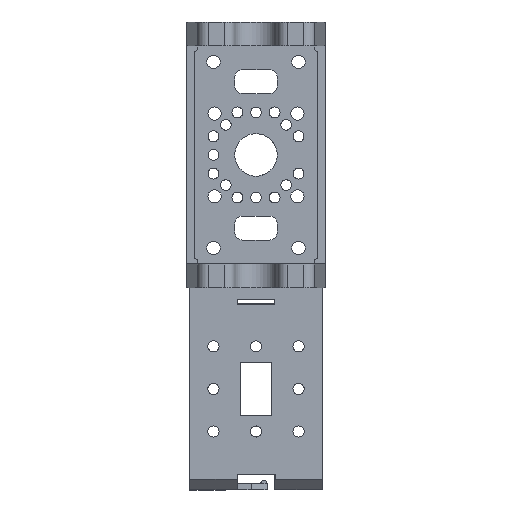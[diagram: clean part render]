
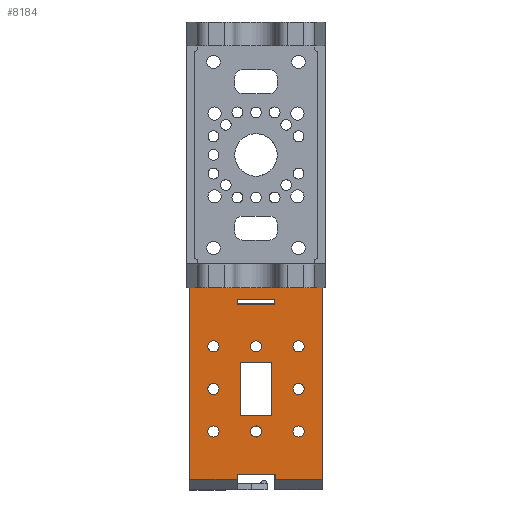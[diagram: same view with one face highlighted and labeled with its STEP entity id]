
A CAD part, front view. The second image highlights one B-rep face of the part: STEP entity #8184.
In plain terms, the highlighted planar face has unit normal (0, -1, 0).
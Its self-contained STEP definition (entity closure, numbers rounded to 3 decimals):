
#152=FACE_BOUND('',#2846,.T.);
#153=FACE_BOUND('',#2847,.T.);
#154=FACE_BOUND('',#2848,.T.);
#155=FACE_BOUND('',#2849,.T.);
#156=FACE_BOUND('',#2850,.T.);
#157=FACE_BOUND('',#2851,.T.);
#158=FACE_BOUND('',#2852,.T.);
#159=FACE_BOUND('',#2853,.T.);
#160=FACE_BOUND('',#2854,.T.);
#161=FACE_BOUND('',#2855,.T.);
#455=LINE('',#12493,#1366);
#459=LINE('',#12502,#1370);
#463=LINE('',#12511,#1374);
#466=LINE('',#12517,#1377);
#469=LINE('',#12523,#1380);
#473=LINE('',#12532,#1384);
#475=LINE('',#12537,#1386);
#476=LINE('',#12539,#1387);
#477=LINE('',#12541,#1388);
#478=LINE('',#12542,#1389);
#479=LINE('',#12544,#1390);
#480=LINE('',#12546,#1391);
#481=LINE('',#12549,#1392);
#482=LINE('',#12551,#1393);
#483=LINE('',#12555,#1394);
#484=LINE('',#12557,#1395);
#485=LINE('',#12559,#1396);
#486=LINE('',#12560,#1397);
#487=LINE('',#12577,#1398);
#488=LINE('',#12578,#1399);
#1366=VECTOR('',#10260,10.);
#1370=VECTOR('',#10266,10.);
#1374=VECTOR('',#10272,10.);
#1377=VECTOR('',#10277,10.);
#1380=VECTOR('',#10282,10.);
#1384=VECTOR('',#10288,10.);
#1386=VECTOR('',#10292,10.);
#1387=VECTOR('',#10293,10.);
#1388=VECTOR('',#10294,10.);
#1389=VECTOR('',#10295,10.);
#1390=VECTOR('',#10296,10.);
#1391=VECTOR('',#10297,10.);
#1392=VECTOR('',#10300,10.);
#1393=VECTOR('',#10301,10.);
#1394=VECTOR('',#10304,10.);
#1395=VECTOR('',#10305,10.);
#1396=VECTOR('',#10306,10.);
#1397=VECTOR('',#10307,10.);
#1398=VECTOR('',#10324,10.);
#1399=VECTOR('',#10325,10.);
#2323=FACE_OUTER_BOUND('',#2845,.T.);
#2845=EDGE_LOOP('',(#6351,#6352,#6353,#6354,#6355,#6356,#6357,#6358,#6359,
#6360,#6361,#6362,#6363,#6364));
#2846=EDGE_LOOP('',(#6365,#6366,#6367,#6368));
#2847=EDGE_LOOP('',(#6369));
#2848=EDGE_LOOP('',(#6370));
#2849=EDGE_LOOP('',(#6371));
#2850=EDGE_LOOP('',(#6372));
#2851=EDGE_LOOP('',(#6373));
#2852=EDGE_LOOP('',(#6374));
#2853=EDGE_LOOP('',(#6375));
#2854=EDGE_LOOP('',(#6376));
#2855=EDGE_LOOP('',(#6377,#6378,#6379,#6380));
#3353=CIRCLE('',#8892,1.);
#3354=CIRCLE('',#8893,1.);
#3355=CIRCLE('',#8894,1.05);
#3356=CIRCLE('',#8895,1.05);
#3357=CIRCLE('',#8896,1.05);
#3358=CIRCLE('',#8897,1.05);
#3359=CIRCLE('',#8898,1.05);
#3360=CIRCLE('',#8899,1.05);
#3361=CIRCLE('',#8900,1.05);
#3362=CIRCLE('',#8901,1.05);
#3724=VERTEX_POINT('',#12490);
#3725=VERTEX_POINT('',#12492);
#3728=VERTEX_POINT('',#12499);
#3729=VERTEX_POINT('',#12501);
#3732=VERTEX_POINT('',#12508);
#3733=VERTEX_POINT('',#12510);
#3735=VERTEX_POINT('',#12516);
#3737=VERTEX_POINT('',#12522);
#3740=VERTEX_POINT('',#12529);
#3741=VERTEX_POINT('',#12531);
#3742=VERTEX_POINT('',#12535);
#3743=VERTEX_POINT('',#12536);
#3744=VERTEX_POINT('',#12538);
#3745=VERTEX_POINT('',#12540);
#3746=VERTEX_POINT('',#12543);
#3747=VERTEX_POINT('',#12545);
#3748=VERTEX_POINT('',#12547);
#3749=VERTEX_POINT('',#12550);
#3750=VERTEX_POINT('',#12553);
#3751=VERTEX_POINT('',#12554);
#3752=VERTEX_POINT('',#12556);
#3753=VERTEX_POINT('',#12558);
#3754=VERTEX_POINT('',#12561);
#3755=VERTEX_POINT('',#12563);
#3756=VERTEX_POINT('',#12565);
#3757=VERTEX_POINT('',#12567);
#3758=VERTEX_POINT('',#12569);
#3759=VERTEX_POINT('',#12571);
#3760=VERTEX_POINT('',#12573);
#3761=VERTEX_POINT('',#12575);
#4672=EDGE_CURVE('',#3725,#3724,#455,.T.);
#4676=EDGE_CURVE('',#3729,#3728,#459,.T.);
#4680=EDGE_CURVE('',#3733,#3732,#463,.T.);
#4683=EDGE_CURVE('',#3735,#3733,#466,.T.);
#4686=EDGE_CURVE('',#3737,#3735,#469,.T.);
#4690=EDGE_CURVE('',#3741,#3740,#473,.T.);
#4692=EDGE_CURVE('',#3742,#3743,#475,.T.);
#4693=EDGE_CURVE('',#3743,#3744,#476,.T.);
#4694=EDGE_CURVE('',#3744,#3745,#477,.T.);
#4695=EDGE_CURVE('',#3745,#3741,#478,.T.);
#4696=EDGE_CURVE('',#3740,#3746,#479,.T.);
#4697=EDGE_CURVE('',#3746,#3747,#480,.T.);
#4698=EDGE_CURVE('',#3747,#3748,#3353,.T.);
#4699=EDGE_CURVE('',#3748,#3737,#481,.T.);
#4700=EDGE_CURVE('',#3732,#3749,#482,.T.);
#4701=EDGE_CURVE('',#3749,#3742,#3354,.T.);
#4702=EDGE_CURVE('',#3750,#3751,#483,.T.);
#4703=EDGE_CURVE('',#3751,#3752,#484,.T.);
#4704=EDGE_CURVE('',#3752,#3753,#485,.T.);
#4705=EDGE_CURVE('',#3753,#3750,#486,.T.);
#4706=EDGE_CURVE('',#3754,#3754,#3355,.T.);
#4707=EDGE_CURVE('',#3755,#3755,#3356,.T.);
#4708=EDGE_CURVE('',#3756,#3756,#3357,.T.);
#4709=EDGE_CURVE('',#3757,#3757,#3358,.T.);
#4710=EDGE_CURVE('',#3758,#3758,#3359,.T.);
#4711=EDGE_CURVE('',#3759,#3759,#3360,.T.);
#4712=EDGE_CURVE('',#3760,#3760,#3361,.T.);
#4713=EDGE_CURVE('',#3761,#3761,#3362,.T.);
#4714=EDGE_CURVE('',#3724,#3729,#487,.T.);
#4715=EDGE_CURVE('',#3728,#3725,#488,.T.);
#6351=ORIENTED_EDGE('',*,*,#4692,.T.);
#6352=ORIENTED_EDGE('',*,*,#4693,.T.);
#6353=ORIENTED_EDGE('',*,*,#4694,.T.);
#6354=ORIENTED_EDGE('',*,*,#4695,.T.);
#6355=ORIENTED_EDGE('',*,*,#4690,.T.);
#6356=ORIENTED_EDGE('',*,*,#4696,.T.);
#6357=ORIENTED_EDGE('',*,*,#4697,.T.);
#6358=ORIENTED_EDGE('',*,*,#4698,.T.);
#6359=ORIENTED_EDGE('',*,*,#4699,.T.);
#6360=ORIENTED_EDGE('',*,*,#4686,.T.);
#6361=ORIENTED_EDGE('',*,*,#4683,.T.);
#6362=ORIENTED_EDGE('',*,*,#4680,.T.);
#6363=ORIENTED_EDGE('',*,*,#4700,.T.);
#6364=ORIENTED_EDGE('',*,*,#4701,.T.);
#6365=ORIENTED_EDGE('',*,*,#4702,.T.);
#6366=ORIENTED_EDGE('',*,*,#4703,.T.);
#6367=ORIENTED_EDGE('',*,*,#4704,.T.);
#6368=ORIENTED_EDGE('',*,*,#4705,.T.);
#6369=ORIENTED_EDGE('',*,*,#4706,.T.);
#6370=ORIENTED_EDGE('',*,*,#4707,.T.);
#6371=ORIENTED_EDGE('',*,*,#4708,.T.);
#6372=ORIENTED_EDGE('',*,*,#4709,.T.);
#6373=ORIENTED_EDGE('',*,*,#4710,.T.);
#6374=ORIENTED_EDGE('',*,*,#4711,.T.);
#6375=ORIENTED_EDGE('',*,*,#4712,.T.);
#6376=ORIENTED_EDGE('',*,*,#4713,.T.);
#6377=ORIENTED_EDGE('',*,*,#4714,.T.);
#6378=ORIENTED_EDGE('',*,*,#4676,.T.);
#6379=ORIENTED_EDGE('',*,*,#4715,.T.);
#6380=ORIENTED_EDGE('',*,*,#4672,.T.);
#7782=PLANE('',#8891);
#8184=ADVANCED_FACE('',(#2323,#152,#153,#154,#155,#156,#157,#158,#159,#160,
#161),#7782,.T.);
#8891=AXIS2_PLACEMENT_3D('',#12534,#10290,#10291);
#8892=AXIS2_PLACEMENT_3D('',#12548,#10298,#10299);
#8893=AXIS2_PLACEMENT_3D('',#12552,#10302,#10303);
#8894=AXIS2_PLACEMENT_3D('',#12562,#10308,#10309);
#8895=AXIS2_PLACEMENT_3D('',#12564,#10310,#10311);
#8896=AXIS2_PLACEMENT_3D('',#12566,#10312,#10313);
#8897=AXIS2_PLACEMENT_3D('',#12568,#10314,#10315);
#8898=AXIS2_PLACEMENT_3D('',#12570,#10316,#10317);
#8899=AXIS2_PLACEMENT_3D('',#12572,#10318,#10319);
#8900=AXIS2_PLACEMENT_3D('',#12574,#10320,#10321);
#8901=AXIS2_PLACEMENT_3D('',#12576,#10322,#10323);
#10260=DIRECTION('',(1.,0.,0.));
#10266=DIRECTION('',(-1.,0.,0.));
#10272=DIRECTION('',(0.,0.,1.));
#10277=DIRECTION('',(-1.,0.,0.));
#10282=DIRECTION('',(0.,0.,-1.));
#10288=DIRECTION('',(0.,0.,-1.));
#10290=DIRECTION('center_axis',(0.,-1.,0.));
#10291=DIRECTION('ref_axis',(0.,0.,-1.));
#10292=DIRECTION('',(0.,0.,-1.));
#10293=DIRECTION('',(1.,0.,0.));
#10294=DIRECTION('',(0.,0.,1.));
#10295=DIRECTION('',(1.,0.,0.));
#10296=DIRECTION('',(1.,0.,0.));
#10297=DIRECTION('',(0.,0.,1.));
#10298=DIRECTION('center_axis',(0.,-1.,0.));
#10299=DIRECTION('ref_axis',(1.,0.,0.));
#10300=DIRECTION('',(-1.,0.,0.));
#10301=DIRECTION('',(-1.,0.,0.));
#10302=DIRECTION('center_axis',(0.,-1.,0.));
#10303=DIRECTION('ref_axis',(0.,0.,1.));
#10304=DIRECTION('',(0.,0.,-1.));
#10305=DIRECTION('',(-1.,0.,0.));
#10306=DIRECTION('',(0.,0.,1.));
#10307=DIRECTION('',(1.,0.,0.));
#10308=DIRECTION('center_axis',(0.,1.,0.));
#10309=DIRECTION('ref_axis',(-1.,0.,0.));
#10310=DIRECTION('center_axis',(0.,1.,0.));
#10311=DIRECTION('ref_axis',(-1.,0.,0.));
#10312=DIRECTION('center_axis',(0.,1.,0.));
#10313=DIRECTION('ref_axis',(-1.,0.,0.));
#10314=DIRECTION('center_axis',(0.,1.,0.));
#10315=DIRECTION('ref_axis',(-1.,0.,0.));
#10316=DIRECTION('center_axis',(0.,1.,0.));
#10317=DIRECTION('ref_axis',(-1.,0.,0.));
#10318=DIRECTION('center_axis',(0.,1.,0.));
#10319=DIRECTION('ref_axis',(-1.,0.,0.));
#10320=DIRECTION('center_axis',(0.,1.,0.));
#10321=DIRECTION('ref_axis',(-1.,0.,0.));
#10322=DIRECTION('center_axis',(0.,1.,0.));
#10323=DIRECTION('ref_axis',(-1.,0.,0.));
#10324=DIRECTION('',(0.,0.,-1.));
#10325=DIRECTION('',(0.,0.,1.));
#12490=CARTESIAN_POINT('',(3.5,-5.,16.867));
#12492=CARTESIAN_POINT('',(-3.5,-5.,16.867));
#12493=CARTESIAN_POINT('',(-3.5,-5.,16.867));
#12499=CARTESIAN_POINT('',(-3.5,-5.,15.9));
#12501=CARTESIAN_POINT('',(3.5,-5.,15.9));
#12502=CARTESIAN_POINT('',(3.5,-5.,15.9));
#12508=CARTESIAN_POINT('',(-11.,-5.,21.));
#12510=CARTESIAN_POINT('',(-11.,-5.,19.));
#12511=CARTESIAN_POINT('',(-11.,-5.,19.));
#12516=CARTESIAN_POINT('',(11.,-5.,19.));
#12517=CARTESIAN_POINT('',(11.,-5.,19.));
#12522=CARTESIAN_POINT('',(11.,-5.,21.));
#12523=CARTESIAN_POINT('',(11.,-5.,21.));
#12529=CARTESIAN_POINT('',(3.6,-5.,-17.));
#12531=CARTESIAN_POINT('',(3.6,-5.,-16.));
#12532=CARTESIAN_POINT('',(3.6,-5.,-16.));
#12534=CARTESIAN_POINT('Origin',(0.,-5.,2.));
#12535=CARTESIAN_POINT('',(-12.5,-5.,20.));
#12536=CARTESIAN_POINT('',(-12.5,-5.,-17.));
#12537=CARTESIAN_POINT('',(-12.5,-5.,20.));
#12538=CARTESIAN_POINT('',(-3.5,-5.,-17.));
#12539=CARTESIAN_POINT('',(-12.5,-5.,-17.));
#12540=CARTESIAN_POINT('',(-3.5,-5.,-16.));
#12541=CARTESIAN_POINT('',(-3.5,-5.,-17.));
#12542=CARTESIAN_POINT('',(-3.5,-5.,-16.));
#12543=CARTESIAN_POINT('',(12.5,-5.,-17.));
#12544=CARTESIAN_POINT('',(3.5,-5.,-17.));
#12545=CARTESIAN_POINT('',(12.5,-5.,20.));
#12546=CARTESIAN_POINT('',(12.5,-5.,-17.));
#12547=CARTESIAN_POINT('',(11.5,-5.,21.));
#12548=CARTESIAN_POINT('Origin',(11.5,-5.,20.));
#12549=CARTESIAN_POINT('',(11.5,-5.,21.));
#12550=CARTESIAN_POINT('',(-11.5,-5.,21.));
#12551=CARTESIAN_POINT('',(11.5,-5.,21.));
#12552=CARTESIAN_POINT('Origin',(-11.5,-5.,20.));
#12553=CARTESIAN_POINT('',(3.,-5.,4.95));
#12554=CARTESIAN_POINT('',(3.,-5.,-4.95));
#12555=CARTESIAN_POINT('',(3.,-5.,4.95));
#12556=CARTESIAN_POINT('',(-3.,-5.,-4.95));
#12557=CARTESIAN_POINT('',(3.,-5.,-4.95));
#12558=CARTESIAN_POINT('',(-3.,-5.,4.95));
#12559=CARTESIAN_POINT('',(-3.,-5.,-4.95));
#12560=CARTESIAN_POINT('',(-3.,-5.,4.95));
#12561=CARTESIAN_POINT('',(-8.,-5.,1.05));
#12562=CARTESIAN_POINT('Origin',(-8.,-5.,0.));
#12563=CARTESIAN_POINT('',(0.,-5.,9.05));
#12564=CARTESIAN_POINT('Origin',(0.,-5.,8.));
#12565=CARTESIAN_POINT('',(8.,-5.,9.05));
#12566=CARTESIAN_POINT('Origin',(8.,-5.,8.));
#12567=CARTESIAN_POINT('',(8.,-5.,1.05));
#12568=CARTESIAN_POINT('Origin',(8.,-5.,0.));
#12569=CARTESIAN_POINT('',(8.,-5.,-6.95));
#12570=CARTESIAN_POINT('Origin',(8.,-5.,-8.));
#12571=CARTESIAN_POINT('',(0.,-5.,-6.95));
#12572=CARTESIAN_POINT('Origin',(0.,-5.,-8.));
#12573=CARTESIAN_POINT('',(-8.,-5.,-6.95));
#12574=CARTESIAN_POINT('Origin',(-8.,-5.,-8.));
#12575=CARTESIAN_POINT('',(-8.,-5.,9.05));
#12576=CARTESIAN_POINT('Origin',(-8.,-5.,8.));
#12577=CARTESIAN_POINT('',(3.5,-5.,19.));
#12578=CARTESIAN_POINT('',(-3.5,-5.,15.9));
